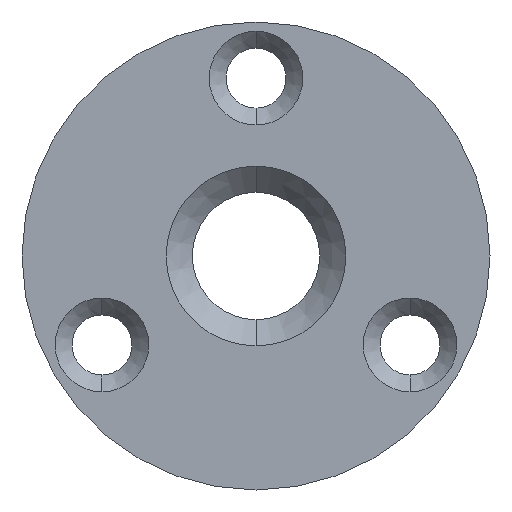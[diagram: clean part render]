
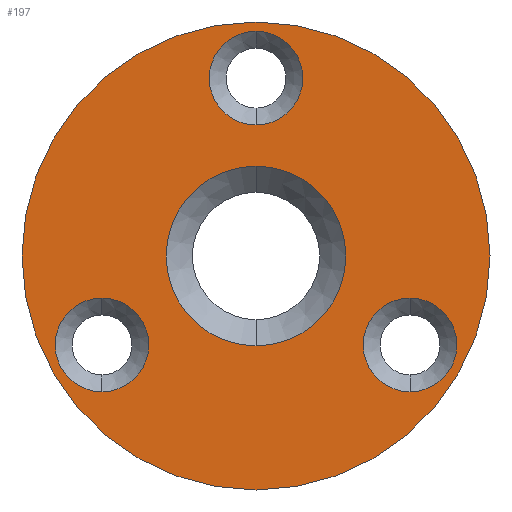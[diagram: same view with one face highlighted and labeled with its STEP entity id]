
A CAD part, front view. The second image highlights one B-rep face of the part: STEP entity #197.
In plain terms, the highlighted planar face has unit normal (0, -1, 0).
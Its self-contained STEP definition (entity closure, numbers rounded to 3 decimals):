
#90 = EDGE_LOOP ( 'NONE', ( #167, #164 ) ) ;
#141 = ORIENTED_EDGE ( 'NONE', *, *, #448, .F. ) ;
#144 = ORIENTED_EDGE ( 'NONE', *, *, #145, .F. ) ;
#145 = EDGE_CURVE ( 'NONE', #449, #450, #583, .T. ) ;
#147 = EDGE_CURVE ( 'NONE', #216, #212, #723, .T. ) ;
#148 = ORIENTED_EDGE ( 'NONE', *, *, #215, .F. ) ;
#151 = EDGE_CURVE ( 'NONE', #379, #370, #718, .T. ) ;
#162 = EDGE_LOOP ( 'NONE', ( #195, #165 ) ) ;
#163 = EDGE_CURVE ( 'NONE', #288, #289, #694, .T. ) ;
#164 = ORIENTED_EDGE ( 'NONE', *, *, #287, .F. ) ;
#165 = ORIENTED_EDGE ( 'NONE', *, *, #369, .F. ) ;
#167 = ORIENTED_EDGE ( 'NONE', *, *, #163, .F. ) ;
#172 = ORIENTED_EDGE ( 'NONE', *, *, #182, .F. ) ;
#173 = EDGE_LOOP ( 'NONE', ( #180, #148 ) ) ;
#180 = ORIENTED_EDGE ( 'NONE', *, *, #147, .F. ) ;
#181 = EDGE_LOOP ( 'NONE', ( #144, #141 ) ) ;
#182 = EDGE_CURVE ( 'NONE', #245, #239, #671, .T. ) ;
#183 = ORIENTED_EDGE ( 'NONE', *, *, #244, .F. ) ;
#195 = ORIENTED_EDGE ( 'NONE', *, *, #151, .F. ) ;
#197 = ADVANCED_FACE ( 'NONE', ( #569, #568, #567, #566, #565 ), #564, .F. ) ;
#212 = VERTEX_POINT ( 'NONE', #521 ) ;
#215 = EDGE_CURVE ( 'NONE', #212, #216, #520, .T. ) ;
#216 = VERTEX_POINT ( 'NONE', #515 ) ;
#239 = VERTEX_POINT ( 'NONE', #552 ) ;
#244 = EDGE_CURVE ( 'NONE', #239, #245, #549, .T. ) ;
#245 = VERTEX_POINT ( 'NONE', #755 ) ;
#287 = EDGE_CURVE ( 'NONE', #289, #288, #985, .T. ) ;
#288 = VERTEX_POINT ( 'NONE', #980 ) ;
#289 = VERTEX_POINT ( 'NONE', #979 ) ;
#369 = EDGE_CURVE ( 'NONE', #370, #379, #805, .T. ) ;
#370 = VERTEX_POINT ( 'NONE', #800 ) ;
#379 = VERTEX_POINT ( 'NONE', #830 ) ;
#398 = DIRECTION ( 'NONE',  ( 0., -1., 0. ) ) ;
#399 = CARTESIAN_POINT ( 'NONE',  ( 8.227, 0., -4.75 ) ) ;
#403 = AXIS2_PLACEMENT_3D ( 'NONE', #399, #398, #544 ) ;
#448 = EDGE_CURVE ( 'NONE', #450, #449, #870, .T. ) ;
#449 = VERTEX_POINT ( 'NONE', #865 ) ;
#450 = VERTEX_POINT ( 'NONE', #864 ) ;
#459 = EDGE_LOOP ( 'NONE', ( #172, #183 ) ) ;
#515 = CARTESIAN_POINT ( 'NONE',  ( 0., 0., 7. ) ) ;
#516 = DIRECTION ( 'NONE',  ( 0., 0., -1. ) ) ;
#517 = DIRECTION ( 'NONE',  ( 0., -1., 0. ) ) ;
#518 = AXIS2_PLACEMENT_3D ( 'NONE', #519, #517, #516 ) ;
#519 = CARTESIAN_POINT ( 'NONE',  ( 0., 0., 9.5 ) ) ;
#520 = CIRCLE ( 'NONE', #518, 2.5 ) ;
#521 = CARTESIAN_POINT ( 'NONE',  ( 0., 0., 12. ) ) ;
#544 = DIRECTION ( 'NONE',  ( 0., 0., -1. ) ) ;
#549 = CIRCLE ( 'NONE', #403, 2.5 ) ;
#552 = CARTESIAN_POINT ( 'NONE',  ( 8.227, 0., -2.25 ) ) ;
#564 = PLANE ( 'NONE',  #652 ) ;
#565 = FACE_OUTER_BOUND ( 'NONE', #162, .T. ) ;
#566 = FACE_BOUND ( 'NONE', #181, .T. ) ;
#567 = FACE_BOUND ( 'NONE', #173, .T. ) ;
#568 = FACE_BOUND ( 'NONE', #459, .T. ) ;
#569 = FACE_BOUND ( 'NONE', #90, .T. ) ;
#579 = DIRECTION ( 'NONE',  ( 0., 0., -1. ) ) ;
#580 = DIRECTION ( 'NONE',  ( 0., -1., 0. ) ) ;
#581 = CARTESIAN_POINT ( 'NONE',  ( 0., 0., 0. ) ) ;
#582 = AXIS2_PLACEMENT_3D ( 'NONE', #581, #580, #579 ) ;
#583 = CIRCLE ( 'NONE', #582, 4.8 ) ;
#649 = DIRECTION ( 'NONE',  ( 0., 0., 1. ) ) ;
#650 = DIRECTION ( 'NONE',  ( 0., 1., 0. ) ) ;
#651 = CARTESIAN_POINT ( 'NONE',  ( 0., 0., 0. ) ) ;
#652 = AXIS2_PLACEMENT_3D ( 'NONE', #651, #650, #649 ) ;
#665 = DIRECTION ( 'NONE',  ( 0., 0., 1. ) ) ;
#666 = DIRECTION ( 'NONE',  ( 0., 1., 0. ) ) ;
#667 = AXIS2_PLACEMENT_3D ( 'NONE', #724, #666, #665 ) ;
#668 = DIRECTION ( 'NONE',  ( 0., -1., 0. ) ) ;
#669 = CARTESIAN_POINT ( 'NONE',  ( 8.227, 0., -4.75 ) ) ;
#670 = AXIS2_PLACEMENT_3D ( 'NONE', #669, #668, #717 ) ;
#671 = CIRCLE ( 'NONE', #670, 2.5 ) ;
#690 = DIRECTION ( 'NONE',  ( 0., 0., -1. ) ) ;
#691 = DIRECTION ( 'NONE',  ( 0., -1., 0. ) ) ;
#692 = CARTESIAN_POINT ( 'NONE',  ( -8.227, 0., -4.75 ) ) ;
#693 = AXIS2_PLACEMENT_3D ( 'NONE', #692, #691, #690 ) ;
#694 = CIRCLE ( 'NONE', #693, 2.5 ) ;
#717 = DIRECTION ( 'NONE',  ( 0., 0., -1. ) ) ;
#718 = CIRCLE ( 'NONE', #667, 12.5 ) ;
#719 = DIRECTION ( 'NONE',  ( 0., 0., -1. ) ) ;
#720 = DIRECTION ( 'NONE',  ( 0., -1., 0. ) ) ;
#721 = CARTESIAN_POINT ( 'NONE',  ( 0., 0., 9.5 ) ) ;
#722 = AXIS2_PLACEMENT_3D ( 'NONE', #721, #720, #719 ) ;
#723 = CIRCLE ( 'NONE', #722, 2.5 ) ;
#724 = CARTESIAN_POINT ( 'NONE',  ( 0., 0., 0. ) ) ;
#755 = CARTESIAN_POINT ( 'NONE',  ( 8.227, 0., -7.25 ) ) ;
#800 = CARTESIAN_POINT ( 'NONE',  ( 0., 0., 12.5 ) ) ;
#801 = DIRECTION ( 'NONE',  ( 0., 0., 1. ) ) ;
#802 = DIRECTION ( 'NONE',  ( 0., 1., 0. ) ) ;
#803 = CARTESIAN_POINT ( 'NONE',  ( 0., 0., 0. ) ) ;
#804 = AXIS2_PLACEMENT_3D ( 'NONE', #803, #802, #801 ) ;
#805 = CIRCLE ( 'NONE', #804, 12.5 ) ;
#830 = CARTESIAN_POINT ( 'NONE',  ( 0., 0., -12.5 ) ) ;
#864 = CARTESIAN_POINT ( 'NONE',  ( 0., 0., 4.8 ) ) ;
#865 = CARTESIAN_POINT ( 'NONE',  ( 0., 0., -4.8 ) ) ;
#866 = DIRECTION ( 'NONE',  ( 0., 0., -1. ) ) ;
#867 = DIRECTION ( 'NONE',  ( 0., -1., 0. ) ) ;
#868 = CARTESIAN_POINT ( 'NONE',  ( 0., 0., 0. ) ) ;
#869 = AXIS2_PLACEMENT_3D ( 'NONE', #868, #867, #866 ) ;
#870 = CIRCLE ( 'NONE', #869, 4.8 ) ;
#979 = CARTESIAN_POINT ( 'NONE',  ( -8.227, 0., -2.25 ) ) ;
#980 = CARTESIAN_POINT ( 'NONE',  ( -8.227, 0., -7.25 ) ) ;
#981 = DIRECTION ( 'NONE',  ( 0., 0., -1. ) ) ;
#982 = DIRECTION ( 'NONE',  ( 0., -1., 0. ) ) ;
#983 = CARTESIAN_POINT ( 'NONE',  ( -8.227, 0., -4.75 ) ) ;
#984 = AXIS2_PLACEMENT_3D ( 'NONE', #983, #982, #981 ) ;
#985 = CIRCLE ( 'NONE', #984, 2.5 ) ;
